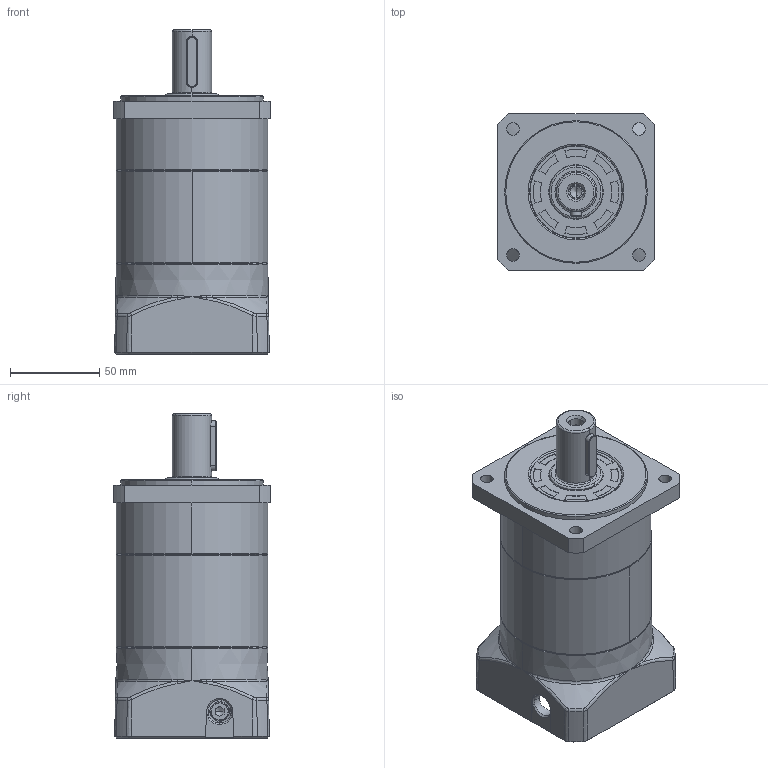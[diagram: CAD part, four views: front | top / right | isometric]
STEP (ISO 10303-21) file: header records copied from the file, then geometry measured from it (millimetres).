
FILE_DESCRIPTION (( 'STEP AP214' ), '1' );
FILE_NAME ('FB-090-L2-P2-¦µ19-¦µ80-¦µ100-M6-42-C22.STEP', '2024-01-04T13:47:24', ( '' ), ( '' ), 'SwSTEP 2.0', 'SolidWorks 2013', '' );
FILE_SCHEMA (( 'AUTOMOTIVE_DESIGN' ));
Length unit declared in the file: millimetre
Products named in the file (9): 镂空输入法兰FB090-80X51XM6; 怀堤傷褲极FB090; 内齿圈FB090-S108; 怀堤俴陎殤FB090-C22; FBK嘎殤蚐猾 KG30x52x6; M5樓粟菜; A倰す瑩6X28; 单边锁输入轴FB090-19(带螺丝); FB-090-L2-P2-朴19-朴80-朴100-M6-42-C22
Assembly tree (13 placements, depth 2):
  FB-090-L2-P2-朴19-朴80-朴100-M6-42-C22
    单边锁输入轴FB090-19(带螺丝)
    A倰す瑩6X28
    M5樓粟菜  x6
    FBK嘎殤蚐猾 KG30x52x6
    怀堤俴陎殤FB090-C22
    内齿圈FB090-S108
    怀堤傷褲极FB090
    镂空输入法兰FB090-80X51XM6
Bounding box: 88 x 88 x 182 mm (x, y, z)
Volume: 620319.2 mm3; surface area: 138077.3 mm2
Topology: 7 solids, 20 shells, 1200 faces, 3007 edges, 1824 vertices
Faces by surface type: bspline 358, cylinder 257, plane 249, cone 204, torus 77, sphere 55
Entity records: 46846 total; most frequent: CARTESIAN_POINT 24897, ORIENTED_EDGE 5161, DIRECTION 3563, EDGE_CURVE 2587, VERTEX_POINT 1595, AXIS2_PLACEMENT_3D 1492, EDGE_LOOP 1152, B_SPLINE_CURVE_WITH_KNOTS 1117
